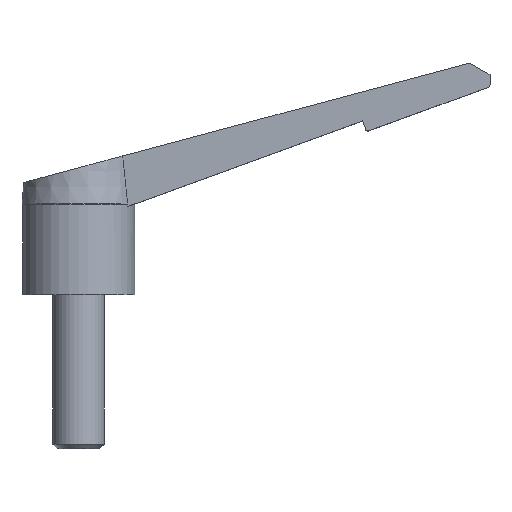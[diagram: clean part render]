
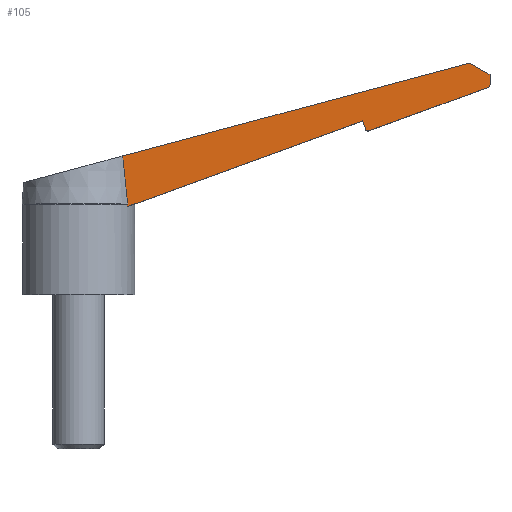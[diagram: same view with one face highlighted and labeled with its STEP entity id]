
A CAD part, top view. The second image highlights one B-rep face of the part: STEP entity #105.
In plain terms, the highlighted planar face has unit normal (0, 0, 1).
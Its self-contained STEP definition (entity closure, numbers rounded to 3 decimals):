
#105 = ADVANCED_FACE( '', ( #180 ), #181, .T. );
#180 = FACE_OUTER_BOUND( '', #269, .T. );
#181 = PLANE( '', #270 );
#269 = EDGE_LOOP( '', ( #527, #528, #529, #530, #531, #532, #533, #534, #535, #536, #537 ) );
#270 = AXIS2_PLACEMENT_3D( '', #538, #539, #540 );
#527 = ORIENTED_EDGE( '', *, *, #740, .F. );
#528 = ORIENTED_EDGE( '', *, *, #659, .F. );
#529 = ORIENTED_EDGE( '', *, *, #741, .F. );
#530 = ORIENTED_EDGE( '', *, *, #731, .T. );
#531 = ORIENTED_EDGE( '', *, *, #734, .T. );
#532 = ORIENTED_EDGE( '', *, *, #742, .T. );
#533 = ORIENTED_EDGE( '', *, *, #743, .T. );
#534 = ORIENTED_EDGE( '', *, *, #744, .T. );
#535 = ORIENTED_EDGE( '', *, *, #745, .T. );
#536 = ORIENTED_EDGE( '', *, *, #746, .T. );
#537 = ORIENTED_EDGE( '', *, *, #737, .T. );
#538 = CARTESIAN_POINT( '', ( 0., 0., 5.5 ) );
#539 = DIRECTION( '', ( 0., 0., 1. ) );
#540 = DIRECTION( '', ( 1., 0., 0. ) );
#659 = EDGE_CURVE( '', #779, #781, #782, .T. );
#731 = EDGE_CURVE( '', #902, #900, #903, .T. );
#734 = EDGE_CURVE( '', #900, #905, #907, .T. );
#737 = EDGE_CURVE( '', #911, #909, #912, .T. );
#740 = EDGE_CURVE( '', #781, #909, #916, .T. );
#741 = EDGE_CURVE( '', #902, #779, #917, .T. );
#742 = EDGE_CURVE( '', #905, #918, #919, .T. );
#743 = EDGE_CURVE( '', #918, #920, #921, .T. );
#744 = EDGE_CURVE( '', #920, #922, #923, .T. );
#745 = EDGE_CURVE( '', #922, #924, #925, .T. );
#746 = EDGE_CURVE( '', #924, #911, #926, .T. );
#779 = VERTEX_POINT( '', #976 );
#781 = VERTEX_POINT( '', #978 );
#782 = B_SPLINE_CURVE_WITH_KNOTS( '', 3, ( #979, #980, #981, #982, #983, #984, #985, #986, #987, #988 ), .UNSPECIFIED., .F., .F., ( 4, 2, 2, 2, 4 ), ( -0.32, -0.284, -0.246, -0.204, -0.16 ), .UNSPECIFIED. );
#900 = VERTEX_POINT( '', #1232 );
#902 = VERTEX_POINT( '', #1235 );
#903 = LINE( '', #1236, #1237 );
#905 = VERTEX_POINT( '', #1239 );
#907 = LINE( '', #1242, #1243 );
#909 = VERTEX_POINT( '', #1245 );
#911 = VERTEX_POINT( '', #1247 );
#912 = LINE( '', #1248, #1249 );
#916 = ( B_SPLINE_CURVE( 2, ( #1256, #1257, #1258 ), .UNSPECIFIED., .F., .F. )B_SPLINE_CURVE_WITH_KNOTS( ( 3, 3 ), ( 0., 8.301 ), .UNSPECIFIED. )RATIONAL_B_SPLINE_CURVE( ( 1., 1.003, 1.005 ) )BOUNDED_CURVE(  )REPRESENTATION_ITEM( '' )GEOMETRIC_REPRESENTATION_ITEM(  )CURVE(  ) );
#917 = LINE( '', #1265, #1266 );
#918 = VERTEX_POINT( '', #1267 );
#919 = CIRCLE( '', #1268, 0.4 );
#920 = VERTEX_POINT( '', #1269 );
#921 = LINE( '', #1270, #1271 );
#922 = VERTEX_POINT( '', #1272 );
#923 = CIRCLE( '', #1273, 0.5 );
#924 = VERTEX_POINT( '', #1274 );
#925 = LINE( '', #1275, #1276 );
#926 = LINE( '', #1277, #1278 );
#976 = CARTESIAN_POINT( '', ( 9.411, 17.5, 5.5 ) );
#978 = CARTESIAN_POINT( '', ( 9.526, 17.6, 5.5 ) );
#979 = CARTESIAN_POINT( '', ( 9.411, 17.5, 5.5 ) );
#980 = CARTESIAN_POINT( '', ( 9.411, 17.512, 5.5 ) );
#981 = CARTESIAN_POINT( '', ( 9.414, 17.526, 5.5 ) );
#982 = CARTESIAN_POINT( '', ( 9.424, 17.548, 5.5 ) );
#983 = CARTESIAN_POINT( '', ( 9.433, 17.56, 5.5 ) );
#984 = CARTESIAN_POINT( '', ( 9.452, 17.578, 5.5 ) );
#985 = CARTESIAN_POINT( '', ( 9.467, 17.587, 5.5 ) );
#986 = CARTESIAN_POINT( '', ( 9.494, 17.597, 5.5 ) );
#987 = CARTESIAN_POINT( '', ( 9.511, 17.6, 5.5 ) );
#988 = CARTESIAN_POINT( '', ( 9.526, 17.6, 5.5 ) );
#1232 = CARTESIAN_POINT( '', ( 55.248, 33.745, 5.5 ) );
#1235 = CARTESIAN_POINT( '', ( 9.411, 17.062, 5.5 ) );
#1236 = CARTESIAN_POINT( '', ( 0., 13.636, 5.5 ) );
#1237 = VECTOR( '', #1462, 1. );
#1239 = CARTESIAN_POINT( '', ( 55.863, 32.053, 5.5 ) );
#1242 = CARTESIAN_POINT( '', ( 55.248, 33.745, 5.5 ) );
#1243 = VECTOR( '', #1467, 1. );
#1245 = CARTESIAN_POINT( '', ( 8.571, 26.927, 5.5 ) );
#1247 = CARTESIAN_POINT( '', ( 76., 45., 5.5 ) );
#1248 = CARTESIAN_POINT( '', ( 76., 45., 5.5 ) );
#1249 = VECTOR( '', #1474, 1. );
#1256 = CARTESIAN_POINT( '', ( 9.526, 17.6, 5.5 ) );
#1257 = CARTESIAN_POINT( '', ( 9.03, 22.51, 5.5 ) );
#1258 = CARTESIAN_POINT( '', ( 8.571, 26.927, 5.5 ) );
#1265 = CARTESIAN_POINT( '', ( 9.411, 15.568, 5.5 ) );
#1266 = VECTOR( '', #1477, 1. );
#1267 = CARTESIAN_POINT( '', ( 56.376, 31.814, 5.5 ) );
#1268 = AXIS2_PLACEMENT_3D( '', #1478, #1479, #1480 );
#1269 = CARTESIAN_POINT( '', ( 79.671, 40.293, 5.5 ) );
#1270 = CARTESIAN_POINT( '', ( 56.376, 31.814, 5.5 ) );
#1271 = VECTOR( '', #1481, 1. );
#1272 = CARTESIAN_POINT( '', ( 80., 40.763, 5.5 ) );
#1273 = AXIS2_PLACEMENT_3D( '', #1482, #1483, #1484 );
#1274 = CARTESIAN_POINT( '', ( 80., 42.75, 5.5 ) );
#1275 = CARTESIAN_POINT( '', ( 80., 40.763, 5.5 ) );
#1276 = VECTOR( '', #1485, 1. );
#1277 = CARTESIAN_POINT( '', ( 80., 42.75, 5.5 ) );
#1278 = VECTOR( '', #1486, 1. );
#1462 = DIRECTION( '', ( 0.94, 0.342, 0. ) );
#1467 = DIRECTION( '', ( 0.342, -0.94, 0. ) );
#1474 = DIRECTION( '', ( -0.966, -0.259, 0. ) );
#1477 = DIRECTION( '', ( 0., 1., 0. ) );
#1478 = CARTESIAN_POINT( '', ( 56.239, 32.19, 5.5 ) );
#1479 = DIRECTION( '', ( 0., 0., 1. ) );
#1480 = DIRECTION( '', ( -0.94, -0.342, 0. ) );
#1481 = DIRECTION( '', ( 0.94, 0.342, 0. ) );
#1482 = CARTESIAN_POINT( '', ( 79.5, 40.763, 5.5 ) );
#1483 = DIRECTION( '', ( 0., 0., 1. ) );
#1484 = DIRECTION( '', ( 0.342, -0.94, 0. ) );
#1485 = DIRECTION( '', ( 0., 1., 0. ) );
#1486 = DIRECTION( '', ( -0.872, 0.49, 0. ) );
